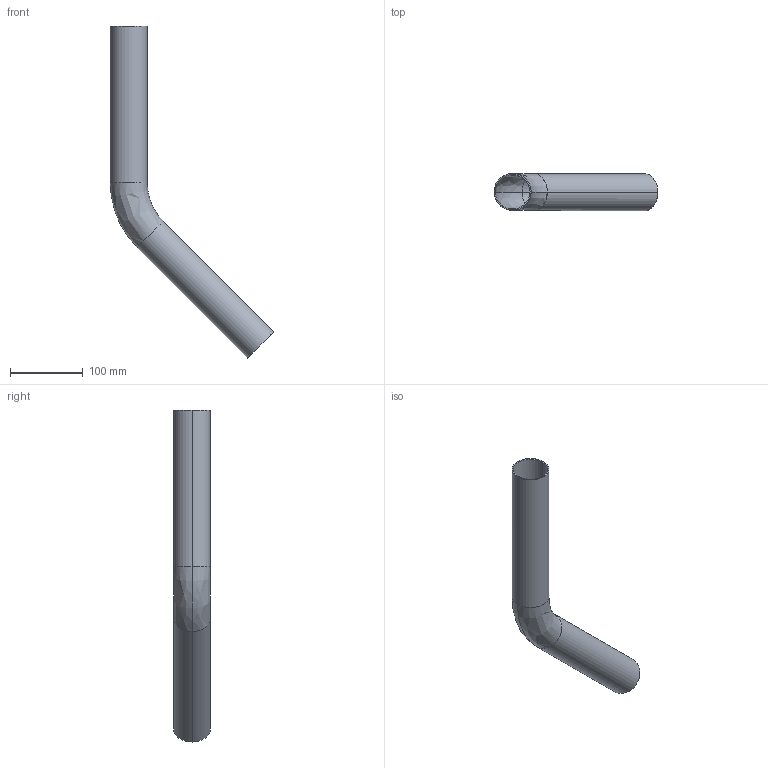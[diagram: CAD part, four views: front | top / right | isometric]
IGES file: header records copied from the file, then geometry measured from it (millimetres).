
Start section: IGES file generated from Kompas f.0 for Windows drawing by the IGES translator from Ascon Ltd., translator version IGESOUT-5.1.
Global section: file name: 耧铕騖757.igs; native system: Kompas( 32 bit ) for Windows; preprocessor: 1.0; author: Windows User; organization: unknown; date: -17861013:140300; units: millimetre
Bounding box: 225.15 x 50.8 x 456.83 mm (x, y, z)
Volume: 118436.3 mm3; surface area: 158379.7 mm2
Topology: 1 solids, 1 shells, 14 faces, 28 edges, 16 vertices
Faces by surface type: revolution 12, bspline 2
